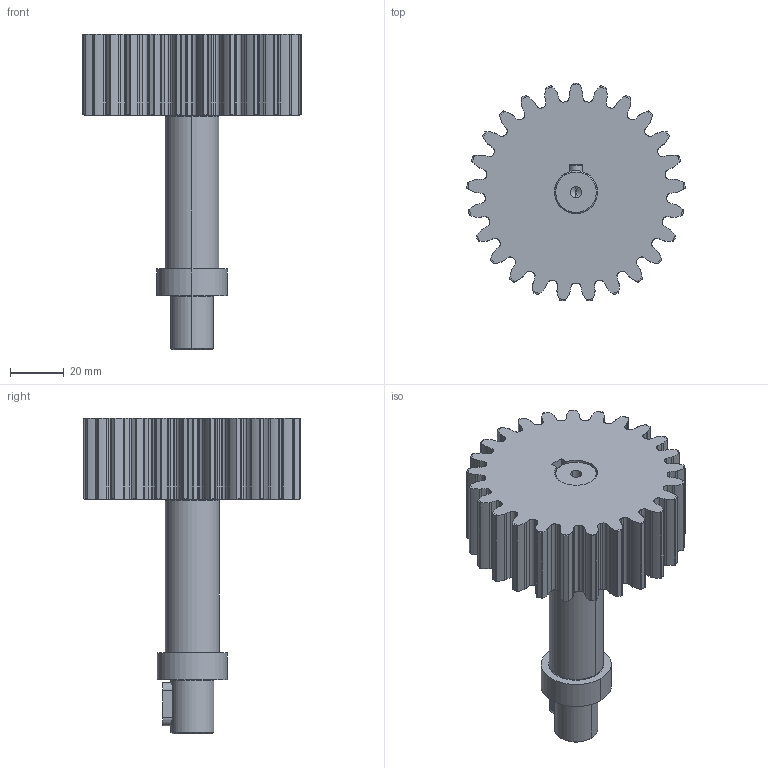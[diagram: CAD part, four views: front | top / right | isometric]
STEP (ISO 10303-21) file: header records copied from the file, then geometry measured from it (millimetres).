
FILE_DESCRIPTION (( 'STEP AP203' ), '1' );
FILE_NAME ('Moteur_Tilt_Axe_Un_sldprt.STEP', '2018-04-10T07:33:15', ( '' ), ( '' ), 'SwSTEP 2.0', 'SolidWorks 2017', '' );
FILE_SCHEMA (( 'CONFIG_CONTROL_DESIGN' ));
Length unit declared in the file: millimetre
Products named in the file (1): Moteur_Tilt_Axe_Un_sldprt
Bounding box: 80.93 x 80.77 x 117 mm (x, y, z)
Volume: 156979.2 mm3; surface area: 32956.1 mm2
Topology: 4 solids, 4 shells, 436 faces, 1259 edges, 833 vertices
Faces by surface type: cylinder 348, cone 58, plane 24, torus 6
Entity records: 15026 total; most frequent: CARTESIAN_POINT 3303, DIRECTION 2549, ORIENTED_EDGE 2514, EDGE_CURVE 1257, AXIS2_PLACEMENT_3D 1079, VERTEX_POINT 833, CIRCLE 642, EDGE_LOOP 442
